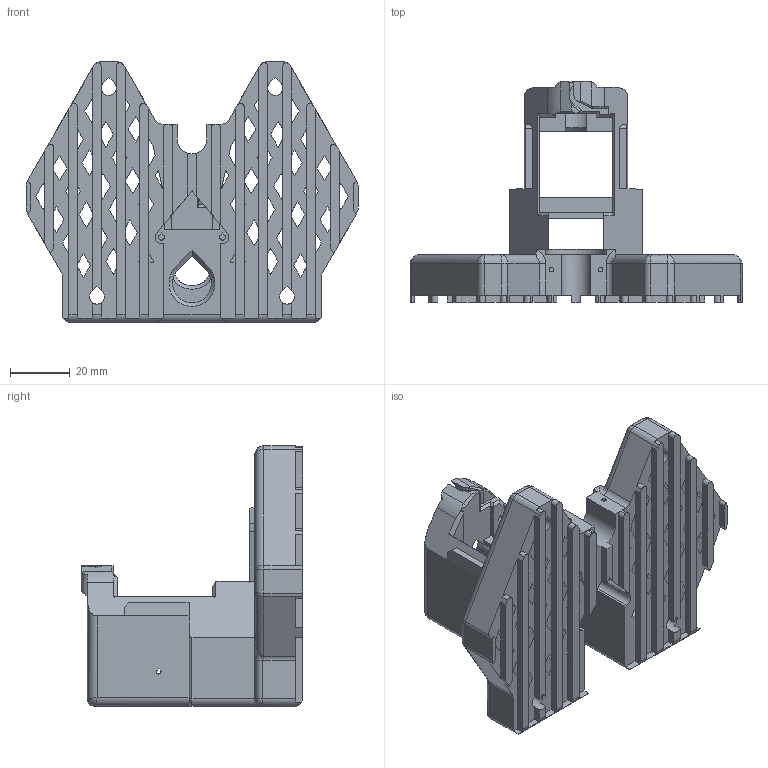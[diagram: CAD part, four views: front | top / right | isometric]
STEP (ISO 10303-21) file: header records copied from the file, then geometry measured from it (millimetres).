
FILE_DESCRIPTION(/* description */ ('','CAx-IF Rec.Pracs.---Representation and Presentation of Product Manufacturing Information (PMI)---4.0---2014-10-13'),/* implementation_level */ '2;1');
FILE_NAME(/* name */ 'Base_08q v2.step',/* time_stamp */ '2025-01-27T14:25:50+01:00',/* author */ (''),/* organization */ (''),/* preprocessor_version */ 'ST-DEVELOPER v20',/* originating_system */ 'Autodesk Translation Framework v13.20.0.188',/* authorisation */ '');
FILE_SCHEMA (('AP242_MANAGED_MODEL_BASED_3D_ENGINEERING_MIM_LF { 1 0 10303 442 1 1 4 }'));
Length unit declared in the file: millimetre
Products named in the file (1): Base_08q
Bounding box: 110.92 x 74 x 87 mm (x, y, z)
Volume: 120684 mm3; surface area: 48524 mm2
Topology: 1 solids, 1 shells, 617 faces, 1888 edges, 1177 vertices
Faces by surface type: plane 468, cylinder 111, bspline 21, torus 8, cone 7, sphere 2
Full cylindrical faces by diameter (mm): 1.5 x2
Entity records: 22007 total; most frequent: CARTESIAN_POINT 4964, ORIENTED_EDGE 3748, DIRECTION 3322, EDGE_CURVE 1874, LINE 1558, VECTOR 1558, VERTEX_POINT 1177, AXIS2_PLACEMENT_3D 882
